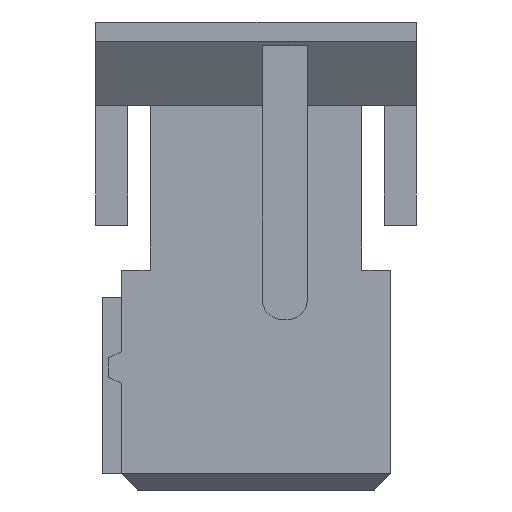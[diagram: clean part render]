
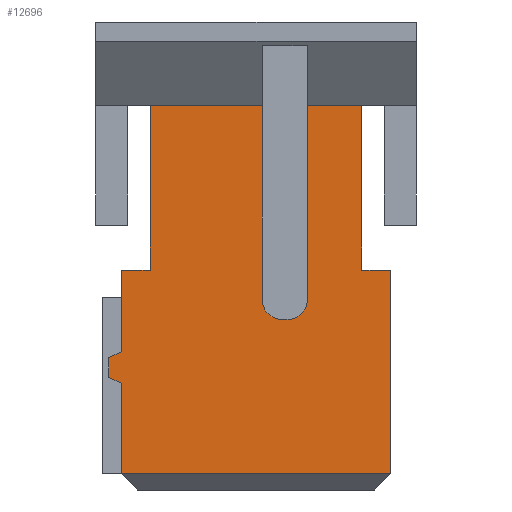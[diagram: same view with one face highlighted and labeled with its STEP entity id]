
A CAD part, left-side view. The second image highlights one B-rep face of the part: STEP entity #12696.
In plain terms, the highlighted planar face has unit normal (-1, 0, 0).
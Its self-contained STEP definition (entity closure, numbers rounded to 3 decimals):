
#1933=CARTESIAN_POINT('',(-12.2,-0.5,2.96));
#1934=DIRECTION('',(1.,0.,0.));
#1935=DIRECTION('',(0.,-1.,0.));
#1936=AXIS2_PLACEMENT_3D('',#1933,#1934,#1935);
#1946=CARTESIAN_POINT('',(-12.2,-0.4,2.96));
#1947=DIRECTION('',(1.,0.,0.));
#1948=DIRECTION('',(0.,0.,-1.));
#1949=AXIS2_PLACEMENT_3D('',#1946,#1947,#1948);
#1951=DIRECTION('',(0.,1.,0.));
#1952=VECTOR('',#1951,4.2);
#1953=CARTESIAN_POINT('',(-12.2,-2.1,0.25));
#1954=LINE('',#1953,#1952);
#1955=DIRECTION('',(0.,0.,1.));
#1956=VECTOR('',#1955,1.411);
#1957=CARTESIAN_POINT('',(-12.2,2.1,0.25));
#1958=LINE('',#1957,#1956);
#1959=DIRECTION('',(0.,-0.894,-0.447));
#1960=VECTOR('',#1959,0.224);
#1961=CARTESIAN_POINT('',(-12.2,2.3,1.761));
#1962=LINE('',#1961,#1960);
#1963=DIRECTION('',(0.,0.894,-0.447));
#1964=VECTOR('',#1963,0.224);
#1965=CARTESIAN_POINT('',(-12.2,2.1,2.161));
#1966=LINE('',#1965,#1964);
#1967=DIRECTION('',(0.,0.,1.));
#1968=VECTOR('',#1967,1.269);
#1969=CARTESIAN_POINT('',(-12.2,2.1,2.161));
#1970=LINE('',#1969,#1968);
#1971=DIRECTION('',(0.,-1.,0.));
#1972=VECTOR('',#1971,0.45);
#1973=CARTESIAN_POINT('',(-12.2,2.1,3.43));
#1974=LINE('',#1973,#1972);
#1975=DIRECTION('',(0.,0.,-1.));
#1976=VECTOR('',#1975,2.57);
#1977=CARTESIAN_POINT('',(-12.2,1.65,6.));
#1978=LINE('',#1977,#1976);
#1979=DIRECTION('',(0.,-1.,0.));
#1980=VECTOR('',#1979,1.75);
#1981=CARTESIAN_POINT('',(-12.2,1.65,6.));
#1982=LINE('',#1981,#1980);
#1983=DIRECTION('',(0.,0.,-1.));
#1984=VECTOR('',#1983,3.04);
#1985=CARTESIAN_POINT('',(-12.2,-0.1,6.));
#1986=LINE('',#1985,#1984);
#1987=DIRECTION('',(0.,-1.,0.));
#1988=VECTOR('',#1987,0.1);
#1989=CARTESIAN_POINT('',(-12.2,-0.4,2.66));
#1990=LINE('',#1989,#1988);
#1991=DIRECTION('',(0.,0.,1.));
#1992=VECTOR('',#1991,3.04);
#1993=CARTESIAN_POINT('',(-12.2,-0.8,2.96));
#1994=LINE('',#1993,#1992);
#1995=DIRECTION('',(0.,-1.,0.));
#1996=VECTOR('',#1995,0.85);
#1997=CARTESIAN_POINT('',(-12.2,-0.8,6.));
#1998=LINE('',#1997,#1996);
#1999=DIRECTION('',(0.,0.,-1.));
#2000=VECTOR('',#1999,2.57);
#2001=CARTESIAN_POINT('',(-12.2,-1.65,6.));
#2002=LINE('',#2001,#2000);
#2003=DIRECTION('',(0.,1.,0.));
#2004=VECTOR('',#2003,0.45);
#2005=CARTESIAN_POINT('',(-12.2,-2.1,3.43));
#2006=LINE('',#2005,#2004);
#2019=DIRECTION('',(0.,0.,1.));
#2020=VECTOR('',#2019,3.18);
#2021=CARTESIAN_POINT('',(-12.2,-2.1,0.25));
#2022=LINE('',#2021,#2020);
#7279=DIRECTION('',(0.,0.,1.));
#7280=VECTOR('',#7279,0.3);
#7281=CARTESIAN_POINT('',(-12.2,2.3,1.761));
#7282=LINE('',#7281,#7280);
#7807=CARTESIAN_POINT('',(-12.2,-1.65,6.));
#7808=CARTESIAN_POINT('',(-12.2,-1.65,3.43));
#7809=VERTEX_POINT('',#7807);
#7810=VERTEX_POINT('',#7808);
#7811=CARTESIAN_POINT('',(-12.2,-2.1,3.43));
#7812=VERTEX_POINT('',#7811);
#7845=CARTESIAN_POINT('',(-12.2,1.65,3.43));
#7847=VERTEX_POINT('',#7845);
#7933=CARTESIAN_POINT('',(-12.2,1.65,6.));
#7934=VERTEX_POINT('',#7933);
#7935=CARTESIAN_POINT('',(-12.2,2.1,3.43));
#7936=VERTEX_POINT('',#7935);
#7978=CARTESIAN_POINT('',(-12.2,-0.8,6.));
#7980=VERTEX_POINT('',#7978);
#7982=CARTESIAN_POINT('',(-12.2,-0.1,6.));
#7984=VERTEX_POINT('',#7982);
#8001=CARTESIAN_POINT('',(-12.2,-0.4,2.66));
#8003=VERTEX_POINT('',#8001);
#8005=CARTESIAN_POINT('',(-12.2,-0.1,2.96));
#8007=VERTEX_POINT('',#8005);
#8010=CARTESIAN_POINT('',(-12.2,-0.5,2.66));
#8012=VERTEX_POINT('',#8010);
#8014=CARTESIAN_POINT('',(-12.2,-0.8,2.96));
#8016=VERTEX_POINT('',#8014);
#8067=CARTESIAN_POINT('',(-12.2,2.3,1.761));
#8068=CARTESIAN_POINT('',(-12.2,2.1,1.661));
#8069=VERTEX_POINT('',#8067);
#8070=VERTEX_POINT('',#8068);
#8079=CARTESIAN_POINT('',(-12.2,2.1,2.161));
#8080=VERTEX_POINT('',#8079);
#8081=CARTESIAN_POINT('',(-12.2,2.3,2.061));
#8082=VERTEX_POINT('',#8081);
#8129=CARTESIAN_POINT('',(-12.2,-2.1,0.25));
#8130=VERTEX_POINT('',#8129);
#8133=CARTESIAN_POINT('',(-12.2,2.1,0.25));
#8134=VERTEX_POINT('',#8133);
#12663=CARTESIAN_POINT('',(-12.2,2.1,0.));
#12664=DIRECTION('',(1.,0.,0.));
#12665=DIRECTION('',(0.,-1.,0.));
#12666=AXIS2_PLACEMENT_3D('',#12663,#12664,#12665);
#12667=PLANE('',#12666);
#12669=ORIENTED_EDGE('',*,*,#12668,.T.);
#12671=ORIENTED_EDGE('',*,*,#12670,.T.);
#12673=ORIENTED_EDGE('',*,*,#12672,.F.);
#12675=ORIENTED_EDGE('',*,*,#12674,.T.);
#12677=ORIENTED_EDGE('',*,*,#12676,.F.);
#12679=ORIENTED_EDGE('',*,*,#12678,.T.);
#12680=ORIENTED_EDGE('',*,*,#10826,.T.);
#12681=ORIENTED_EDGE('',*,*,#10347,.F.);
#12682=ORIENTED_EDGE('',*,*,#12589,.T.);
#12684=ORIENTED_EDGE('',*,*,#12683,.T.);
#12685=ORIENTED_EDGE('',*,*,#12654,.F.);
#12686=ORIENTED_EDGE('',*,*,#12643,.T.);
#12687=ORIENTED_EDGE('',*,*,#12628,.F.);
#12688=ORIENTED_EDGE('',*,*,#12613,.T.);
#12689=ORIENTED_EDGE('',*,*,#12598,.T.);
#12690=ORIENTED_EDGE('',*,*,#11984,.T.);
#12691=ORIENTED_EDGE('',*,*,#11894,.F.);
#12693=ORIENTED_EDGE('',*,*,#12692,.F.);
#12694=EDGE_LOOP('',(#12669,#12671,#12673,#12675,#12677,#12679,#12680,#12681,
#12682,#12684,#12685,#12686,#12687,#12688,#12689,#12690,#12691,#12693));
#12695=FACE_OUTER_BOUND('',#12694,.F.);
#1937=CIRCLE('',#1936,0.3);
#1950=CIRCLE('',#1949,0.3);
#10347=EDGE_CURVE('',#7934,#7847,#1978,.T.);
#10826=EDGE_CURVE('',#7936,#7847,#1974,.T.);
#11894=EDGE_CURVE('',#7812,#7810,#2006,.T.);
#11984=EDGE_CURVE('',#7809,#7810,#2002,.T.);
#12589=EDGE_CURVE('',#7934,#7984,#1982,.T.);
#12598=EDGE_CURVE('',#7980,#7809,#1998,.T.);
#12613=EDGE_CURVE('',#8016,#7980,#1994,.T.);
#12628=EDGE_CURVE('',#8016,#8012,#1937,.T.);
#12643=EDGE_CURVE('',#8003,#8012,#1990,.T.);
#12654=EDGE_CURVE('',#8003,#8007,#1950,.T.);
#12668=EDGE_CURVE('',#8130,#8134,#1954,.T.);
#12670=EDGE_CURVE('',#8134,#8070,#1958,.T.);
#12672=EDGE_CURVE('',#8069,#8070,#1962,.T.);
#12674=EDGE_CURVE('',#8069,#8082,#7282,.T.);
#12676=EDGE_CURVE('',#8080,#8082,#1966,.T.);
#12678=EDGE_CURVE('',#8080,#7936,#1970,.T.);
#12683=EDGE_CURVE('',#7984,#8007,#1986,.T.);
#12692=EDGE_CURVE('',#8130,#7812,#2022,.T.);
#12696=ADVANCED_FACE('',(#12695),#12667,.F.);
